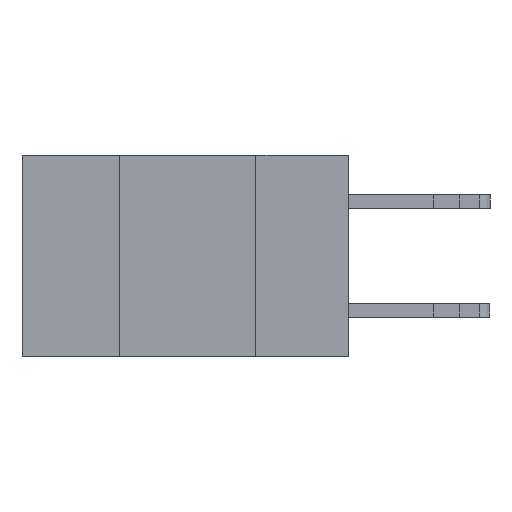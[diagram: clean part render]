
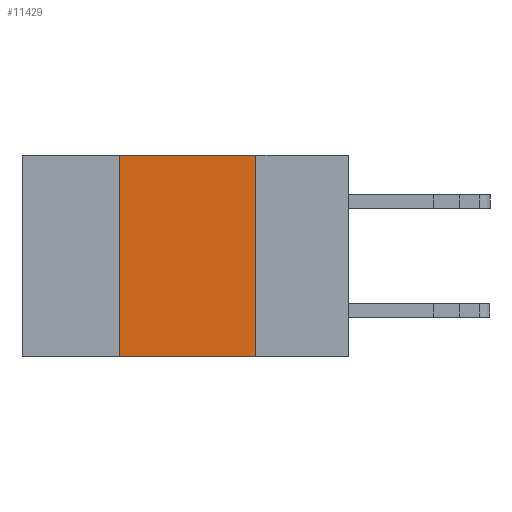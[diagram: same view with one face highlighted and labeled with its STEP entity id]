
A CAD part, left-side view. The second image highlights one B-rep face of the part: STEP entity #11429.
In plain terms, the highlighted planar face has unit normal (-1, 0, 0).
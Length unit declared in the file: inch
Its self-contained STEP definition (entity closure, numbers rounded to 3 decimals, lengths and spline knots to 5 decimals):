
#28 = CARTESIAN_POINT ( 'NONE',  ( 0., 0.6, 0. ) ) ;
#1250 = DIRECTION ( 'NONE',  ( 1., 0., 0. ) ) ;
#1348 = LINE ( 'NONE', #13446, #8720 ) ;
#1564 = EDGE_CURVE ( 'NONE', #7383, #11100, #11749, .T. ) ;
#1661 = VECTOR ( 'NONE', #2782, 39.37008 ) ;
#2336 = VECTOR ( 'NONE', #3858, 39.37008 ) ;
#2626 = CARTESIAN_POINT ( 'NONE',  ( 0., 0.17, -0.37 ) ) ;
#2782 = DIRECTION ( 'NONE',  ( 0., 0., -1. ) ) ;
#3478 = EDGE_LOOP ( 'NONE', ( #6790, #11479, #6991, #12071 ) ) ;
#3806 = CARTESIAN_POINT ( 'NONE',  ( 0., 0.6, 0. ) ) ;
#3858 = DIRECTION ( 'NONE',  ( 0., -1., 0. ) ) ;
#4182 = CARTESIAN_POINT ( 'NONE',  ( 0., 0.17, 0. ) ) ;
#6009 = AXIS2_PLACEMENT_3D ( 'NONE', #28, #1250, #9895 ) ;
#6098 = FACE_OUTER_BOUND ( 'NONE', #3478, .T. ) ;
#6765 = EDGE_CURVE ( 'NONE', #13897, #10828, #1348, .T. ) ;
#6790 = ORIENTED_EDGE ( 'NONE', *, *, #8868, .F. ) ;
#6991 = ORIENTED_EDGE ( 'NONE', *, *, #9171, .F. ) ;
#7350 = LINE ( 'NONE', #10771, #10519 ) ;
#7383 = VERTEX_POINT ( 'NONE', #13858 ) ;
#7500 = PLANE ( 'NONE',  #6009 ) ;
#8275 = LINE ( 'NONE', #4182, #1661 ) ;
#8720 = VECTOR ( 'NONE', #12709, 39.37008 ) ;
#8868 = EDGE_CURVE ( 'NONE', #11100, #10828, #8275, .T. ) ;
#8888 = CARTESIAN_POINT ( 'NONE',  ( 0., 0.42, -0.37 ) ) ;
#9171 = EDGE_CURVE ( 'NONE', #13897, #7383, #7350, .T. ) ;
#9895 = DIRECTION ( 'NONE',  ( 0., 0., -1. ) ) ;
#10519 = VECTOR ( 'NONE', #10729, 39.37008 ) ;
#10729 = DIRECTION ( 'NONE',  ( 0., 0., 1. ) ) ;
#10771 = CARTESIAN_POINT ( 'NONE',  ( 0., 0.42, 0. ) ) ;
#10828 = VERTEX_POINT ( 'NONE', #2626 ) ;
#11100 = VERTEX_POINT ( 'NONE', #15221 ) ;
#11429 = ADVANCED_FACE ( 'NONE', ( #6098 ), #7500, .F. ) ;
#11479 = ORIENTED_EDGE ( 'NONE', *, *, #1564, .F. ) ;
#11749 = LINE ( 'NONE', #3806, #2336 ) ;
#12071 = ORIENTED_EDGE ( 'NONE', *, *, #6765, .T. ) ;
#12709 = DIRECTION ( 'NONE',  ( 0., -1., 0. ) ) ;
#13446 = CARTESIAN_POINT ( 'NONE',  ( 0., 0.6, -0.37 ) ) ;
#13858 = CARTESIAN_POINT ( 'NONE',  ( 0., 0.42, 0. ) ) ;
#13897 = VERTEX_POINT ( 'NONE', #8888 ) ;
#15221 = CARTESIAN_POINT ( 'NONE',  ( 0., 0.17, 0. ) ) ;
